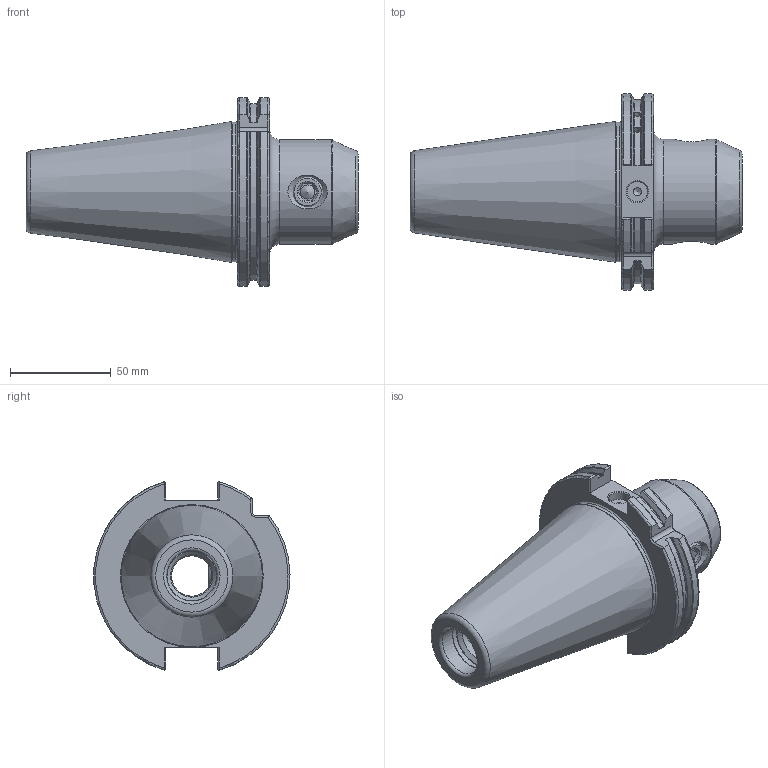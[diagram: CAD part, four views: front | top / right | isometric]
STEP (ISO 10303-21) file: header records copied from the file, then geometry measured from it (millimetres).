
FILE_DESCRIPTION(/* description */ (''),/* implementation_level */ '2;1');
FILE_NAME(/* name */ 'SK50-SLA20-63.stp',/* time_stamp */ '2023-04-18T11:56:24+08:00',/* author */ ('Administrator'),/* organization */ (''),/* preprocessor_version */ 'ST-DEVELOPER v18.1',/* originating_system */ 'Autodesk Inventor 2022',/* authorisation */ '');
FILE_SCHEMA (('AUTOMOTIVE_DESIGN { 1 0 10303 214 3 1 1 }'));
Length unit declared in the file: millimetre
Products named in the file (3): SK50-SLA20-63; SK50-SLA20-63_1; 侧固刀柄专用紧固螺钉   M16x
16
Assembly tree (2 placements, depth 2):
  SK50-SLA20-63
    SK50-SLA20-63_1
    侧固刀柄专用紧固螺钉   M16x
16
Bounding box: 164.75 x 97.32 x 93.62 mm (x, y, z)
Volume: 394810.3 mm3; surface area: 53955.5 mm2
Topology: 2 solids, 2 shells, 157 faces, 408 edges, 256 vertices
Faces by surface type: plane 56, cylinder 31, cone 28, torus 25, bspline 16, sphere 1
Full cylindrical faces by diameter (mm): 3.5 x4, 7 x1, 10 x1, 14 x1, 16 x1, 16.5 x1, 20 x2, 21 x2, 25 x1, 25.6 x1, 52 x1, 69.25 x1
Entity records: 6028 total; most frequent: CARTESIAN_POINT 2302, ORIENTED_EDGE 802, DIRECTION 703, EDGE_CURVE 401, AXIS2_PLACEMENT_3D 272, VERTEX_POINT 256, EDGE_LOOP 169, LINE 159
